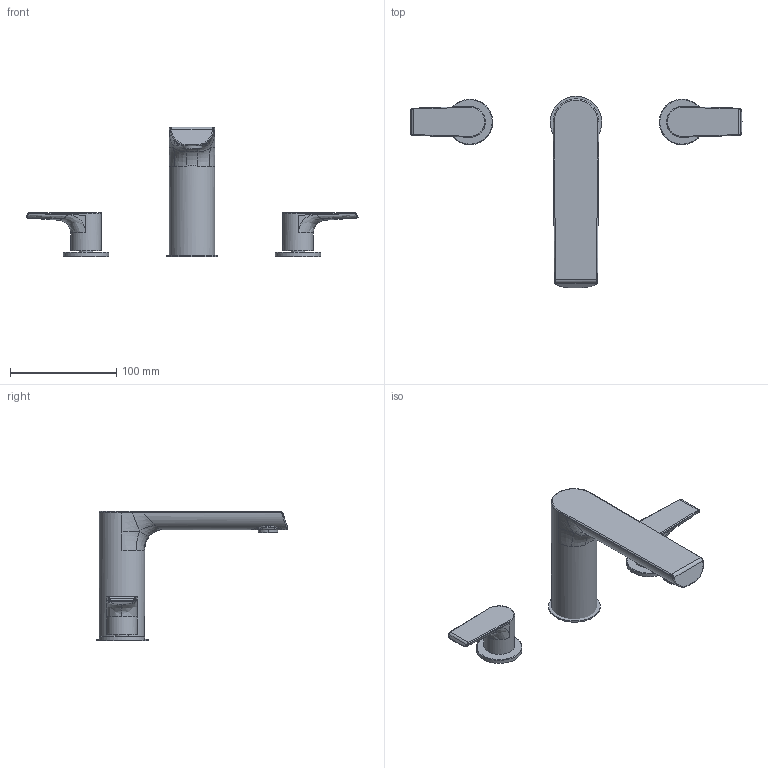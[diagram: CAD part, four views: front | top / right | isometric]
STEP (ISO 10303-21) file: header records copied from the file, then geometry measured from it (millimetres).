
FILE_DESCRIPTION(/* description */ (''),/* implementation_level */ '2;1');
FILE_NAME(/* name */ '3D_TVW107007000_Liberty_V03.step',/* time_stamp */ '2023-01-12T16:51:57+01:00',/* author */ (''),/* organization */ (''),/* preprocessor_version */ 'ST-DEVELOPER v19.2',/* originating_system */ 'Autodesk Translation Framework v11.17.0.187',/* authorisation */ '');
FILE_SCHEMA (('AUTOMOTIVE_DESIGN { 1 0 10303 214 3 1 1 }'));
Length unit declared in the file: millimetre
Products named in the file (11): (Nicht gespeichert); 12000969; 16002872_ASM; 16002873_ASM; 03000300; 02000514; 16002846_ASM; 11000130; 16000565_ASM; 14001901_ASM; GUARN_490X400X15
Assembly tree (12 placements, depth 4):
  (Nicht gespeichert)
    12000969  x2
    16002872_ASM
      03000300
    16002873_ASM
      03000300
    02000514
    16002846_ASM
      11000130
    16000565_ASM
      14001901_ASM
        GUARN_490X400X15
Bounding box: 313.17 x 180.84 x 122.21 mm (x, y, z)
Volume: 311869 mm3; surface area: 65893.3 mm2
Topology: 6 solids, 7 shells, 168 faces, 384 edges, 242 vertices
Faces by surface type: plane 58, bspline 52, cylinder 41, torus 12, cone 5
Full cylindrical faces by diameter (mm): 23 x1, 25 x1, 26 x2, 29 x2, 40 x1, 43 x3, 49 x1
Entity records: 11382 total; most frequent: CARTESIAN_POINT 8288, ORIENTED_EDGE 607, DIRECTION 563, EDGE_CURVE 309, AXIS2_PLACEMENT_3D 229, VERTEX_POINT 196, EDGE_LOOP 147, FACE_OUTER_BOUND 133
